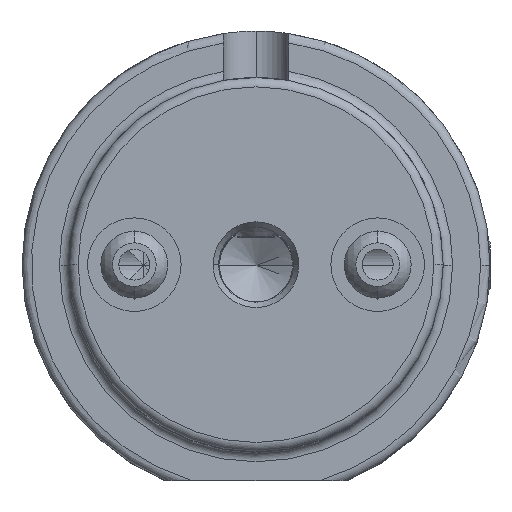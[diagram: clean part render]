
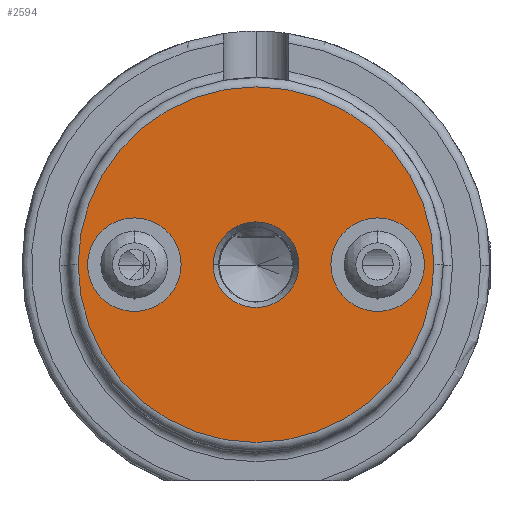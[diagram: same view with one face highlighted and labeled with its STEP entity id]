
A CAD part, top view. The second image highlights one B-rep face of the part: STEP entity #2594.
In plain terms, the highlighted planar face has unit normal (0, 0, 1).
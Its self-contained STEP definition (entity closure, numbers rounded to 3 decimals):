
#268 = CIRCLE ( 'NONE', #2627, 19. ) ;
#505 = ORIENTED_EDGE ( 'NONE', *, *, #1892, .F. ) ;
#612 = CARTESIAN_POINT ( 'NONE',  ( -50.795, -6.783, 75.76 ) ) ;
#651 = CIRCLE ( 'NONE', #670, 5. ) ;
#670 = AXIS2_PLACEMENT_3D ( 'NONE', #4042, #5879, #7900 ) ;
#799 = CIRCLE ( 'NONE', #1071, 19. ) ;
#903 = EDGE_LOOP ( 'NONE', ( #5660, #5355 ) ) ;
#984 = CARTESIAN_POINT ( 'NONE',  ( -50.795, -6.783, 75.76 ) ) ;
#1019 = VERTEX_POINT ( 'NONE', #2941 ) ;
#1071 = AXIS2_PLACEMENT_3D ( 'NONE', #2782, #1372, #2050 ) ;
#1075 = DIRECTION ( 'NONE',  ( 0., 0., 1. ) ) ;
#1137 = DIRECTION ( 'NONE',  ( 0., 0., 1. ) ) ;
#1154 = CARTESIAN_POINT ( 'NONE',  ( -50.795, -6.783, 75.76 ) ) ;
#1372 = DIRECTION ( 'NONE',  ( 0., 0., 1. ) ) ;
#1712 = EDGE_CURVE ( 'NONE', #5844, #5321, #799, .T. ) ;
#1742 = AXIS2_PLACEMENT_3D ( 'NONE', #612, #2683, #8565 ) ;
#1806 = AXIS2_PLACEMENT_3D ( 'NONE', #8224, #1075, #8343 ) ;
#1880 = CARTESIAN_POINT ( 'NONE',  ( -58.795, -6.783, 75.76 ) ) ;
#1892 = EDGE_CURVE ( 'NONE', #6131, #7277, #4497, .T. ) ;
#2050 = DIRECTION ( 'NONE',  ( 1., 0., 0. ) ) ;
#2253 = VERTEX_POINT ( 'NONE', #8078 ) ;
#2366 = DIRECTION ( 'NONE',  ( 1., 0., 0. ) ) ;
#2447 = DIRECTION ( 'NONE',  ( 0., 0., 1. ) ) ;
#2594 = ADVANCED_FACE ( 'NONE', ( #8053, #6714, #7211, #4980 ), #5892, .T. ) ;
#2611 = EDGE_CURVE ( 'NONE', #4682, #2253, #8222, .T. ) ;
#2616 = ORIENTED_EDGE ( 'NONE', *, *, #7858, .T. ) ;
#2625 = DIRECTION ( 'NONE',  ( 0., 0., 1. ) ) ;
#2627 = AXIS2_PLACEMENT_3D ( 'NONE', #984, #1137, #3161 ) ;
#2637 = CIRCLE ( 'NONE', #1742, 4.577 ) ;
#2683 = DIRECTION ( 'NONE',  ( 0., 0., -1. ) ) ;
#2782 = CARTESIAN_POINT ( 'NONE',  ( -50.795, -6.783, 75.76 ) ) ;
#2814 = AXIS2_PLACEMENT_3D ( 'NONE', #6328, #5688, #2366 ) ;
#2941 = CARTESIAN_POINT ( 'NONE',  ( -68.795, -6.783, 75.76 ) ) ;
#3161 = DIRECTION ( 'NONE',  ( 1., 0., 0. ) ) ;
#3472 = CIRCLE ( 'NONE', #2814, 5. ) ;
#3664 = ORIENTED_EDGE ( 'NONE', *, *, #1712, .T. ) ;
#3744 = CARTESIAN_POINT ( 'NONE',  ( -50.795, -6.783, 75.76 ) ) ;
#3924 = VERTEX_POINT ( 'NONE', #1880 ) ;
#4042 = CARTESIAN_POINT ( 'NONE',  ( -63.795, -6.783, 75.76 ) ) ;
#4129 = EDGE_LOOP ( 'NONE', ( #3664, #7962 ) ) ;
#4137 = EDGE_LOOP ( 'NONE', ( #6954, #2616 ) ) ;
#4497 = CIRCLE ( 'NONE', #1806, 5. ) ;
#4541 = CARTESIAN_POINT ( 'NONE',  ( -63.795, -6.783, 75.76 ) ) ;
#4548 = CARTESIAN_POINT ( 'NONE',  ( -69.795, -6.783, 75.76 ) ) ;
#4682 = VERTEX_POINT ( 'NONE', #6956 ) ;
#4980 = FACE_BOUND ( 'NONE', #4137, .T. ) ;
#5193 = CIRCLE ( 'NONE', #6469, 5. ) ;
#5246 = ORIENTED_EDGE ( 'NONE', *, *, #8214, .F. ) ;
#5321 = VERTEX_POINT ( 'NONE', #4548 ) ;
#5355 = ORIENTED_EDGE ( 'NONE', *, *, #7583, .F. ) ;
#5660 = ORIENTED_EDGE ( 'NONE', *, *, #7885, .F. ) ;
#5688 = DIRECTION ( 'NONE',  ( 0., 0., 1. ) ) ;
#5833 = EDGE_LOOP ( 'NONE', ( #505, #5246 ) ) ;
#5844 = VERTEX_POINT ( 'NONE', #8002 ) ;
#5879 = DIRECTION ( 'NONE',  ( 0., 0., 1. ) ) ;
#5892 = PLANE ( 'NONE',  #7035 ) ;
#6131 = VERTEX_POINT ( 'NONE', #8455 ) ;
#6328 = CARTESIAN_POINT ( 'NONE',  ( -37.795, -6.783, 75.76 ) ) ;
#6431 = DIRECTION ( 'NONE',  ( 1., 0., 0. ) ) ;
#6469 = AXIS2_PLACEMENT_3D ( 'NONE', #4541, #2625, #7894 ) ;
#6482 = EDGE_CURVE ( 'NONE', #5321, #5844, #268, .T. ) ;
#6714 = FACE_BOUND ( 'NONE', #903, .T. ) ;
#6954 = ORIENTED_EDGE ( 'NONE', *, *, #2611, .T. ) ;
#6956 = CARTESIAN_POINT ( 'NONE',  ( -46.217, -6.783, 75.76 ) ) ;
#7035 = AXIS2_PLACEMENT_3D ( 'NONE', #3744, #2447, #6431 ) ;
#7039 = DIRECTION ( 'NONE',  ( 1., 0., 0. ) ) ;
#7211 = FACE_OUTER_BOUND ( 'NONE', #4129, .T. ) ;
#7277 = VERTEX_POINT ( 'NONE', #8034 ) ;
#7487 = AXIS2_PLACEMENT_3D ( 'NONE', #1154, #8374, #7039 ) ;
#7583 = EDGE_CURVE ( 'NONE', #1019, #3924, #651, .T. ) ;
#7858 = EDGE_CURVE ( 'NONE', #2253, #4682, #2637, .T. ) ;
#7885 = EDGE_CURVE ( 'NONE', #3924, #1019, #5193, .T. ) ;
#7894 = DIRECTION ( 'NONE',  ( 1., 0., 0. ) ) ;
#7900 = DIRECTION ( 'NONE',  ( 1., 0., 0. ) ) ;
#7962 = ORIENTED_EDGE ( 'NONE', *, *, #6482, .T. ) ;
#8002 = CARTESIAN_POINT ( 'NONE',  ( -31.795, -6.783, 75.76 ) ) ;
#8034 = CARTESIAN_POINT ( 'NONE',  ( -42.795, -6.783, 75.76 ) ) ;
#8053 = FACE_BOUND ( 'NONE', #5833, .T. ) ;
#8078 = CARTESIAN_POINT ( 'NONE',  ( -55.372, -6.783, 75.76 ) ) ;
#8214 = EDGE_CURVE ( 'NONE', #7277, #6131, #3472, .T. ) ;
#8222 = CIRCLE ( 'NONE', #7487, 4.577 ) ;
#8224 = CARTESIAN_POINT ( 'NONE',  ( -37.795, -6.783, 75.76 ) ) ;
#8343 = DIRECTION ( 'NONE',  ( 1., 0., 0. ) ) ;
#8374 = DIRECTION ( 'NONE',  ( 0., 0., -1. ) ) ;
#8455 = CARTESIAN_POINT ( 'NONE',  ( -32.795, -6.783, 75.76 ) ) ;
#8565 = DIRECTION ( 'NONE',  ( 1., 0., 0. ) ) ;
